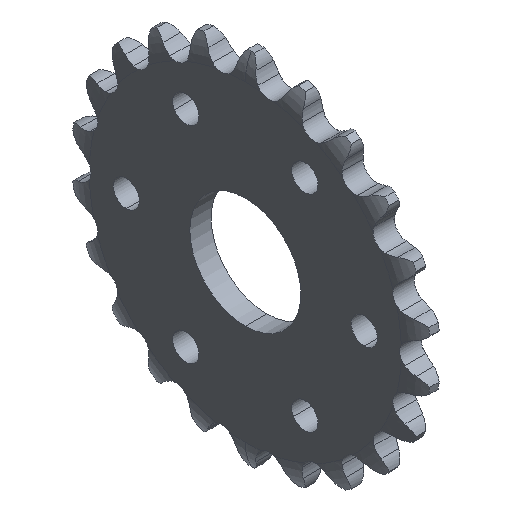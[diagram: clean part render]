
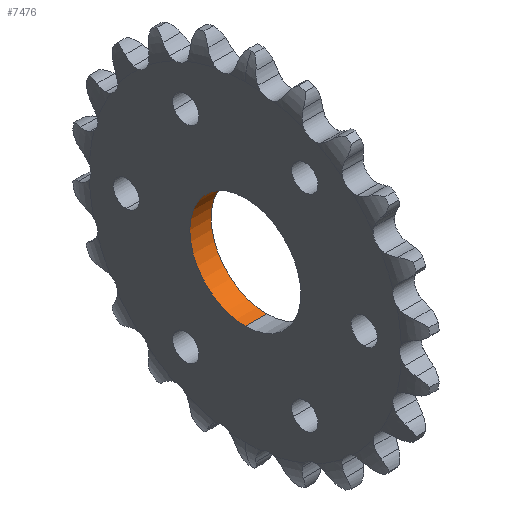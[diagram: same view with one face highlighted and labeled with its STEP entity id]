
A CAD part, isometric view. The second image highlights one B-rep face of the part: STEP entity #7476.
In plain terms, the highlighted free-form (B-spline) face has degree [1, 2] with [2, 9] control points.
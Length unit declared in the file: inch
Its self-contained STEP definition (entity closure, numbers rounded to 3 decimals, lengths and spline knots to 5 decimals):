
#76=CARTESIAN_POINT('',(0.08419,0.,0.43725));
#77=VERTEX_POINT('',#76);
#78=CARTESIAN_POINT('',(-0.08419,0.,0.43725));
#79=VERTEX_POINT('',#78);
#80=CARTESIAN_POINT('',(0.08419,0.,0.43725));
#81=DIRECTION('',(-1.0,0.0,0.0));
#82=VECTOR('',#81,0.16838);
#83=LINE('',#80,#82);
#84=EDGE_CURVE('',#77,#79,#83,.T.);
#86=CARTESIAN_POINT('',(0.08419,0.,-0.43725));
#87=VERTEX_POINT('',#86);
#95=CARTESIAN_POINT('',(-0.08419,0.,-0.43725));
#96=VERTEX_POINT('',#95);
#97=CARTESIAN_POINT('',(-0.08419,0.,-0.43725));
#98=DIRECTION('',(1.0,0.0,0.0));
#99=VECTOR('',#98,0.16838);
#100=LINE('',#97,#99);
#101=EDGE_CURVE('',#96,#87,#100,.T.);
#1685=CARTESIAN_POINT('',(-0.08419,0.0,0.0));
#1686=DIRECTION('',(1.0,0.0,0.0));
#1687=DIRECTION('',(0.0,0.0,1.0));
#1688=AXIS2_PLACEMENT_3D('',#1685,#1686,#1687);
#1689=CIRCLE('',#1688,0.43725);
#1690=EDGE_CURVE('',#96,#79,#1689,.T.);
#7438=CARTESIAN_POINT('',(-0.08419,0.,-0.43725));
#7439=CARTESIAN_POINT('',(0.08419,0.,-0.43725));
#7440=CARTESIAN_POINT('',(-0.08419,-0.43725,-0.43725));
#7441=CARTESIAN_POINT('',(0.08419,-0.43725,-0.43725));
#7442=CARTESIAN_POINT('',(-0.08419,-0.43725,0.));
#7443=CARTESIAN_POINT('',(0.08419,-0.43725,0.));
#7444=CARTESIAN_POINT('',(-0.08419,-0.43725,0.43725));
#7445=CARTESIAN_POINT('',(0.08419,-0.43725,0.43725));
#7446=CARTESIAN_POINT('',(-0.08419,0.,0.43725));
#7447=CARTESIAN_POINT('',(0.08419,0.,0.43725));
#7448=CARTESIAN_POINT('',(-0.08419,0.43725,0.43725));
#7449=CARTESIAN_POINT('',(0.08419,0.43725,0.43725));
#7450=CARTESIAN_POINT('',(-0.08419,0.43725,0.));
#7451=CARTESIAN_POINT('',(0.08419,0.43725,0.));
#7452=CARTESIAN_POINT('',(-0.08419,0.43725,-0.43725));
#7453=CARTESIAN_POINT('',(0.08419,0.43725,-0.43725));
#7454=CARTESIAN_POINT('',(-0.08419,0.,-0.43725));
#7455=CARTESIAN_POINT('',(0.08419,0.,-0.43725));
#7463=(BOUNDED_SURFACE()B_SPLINE_SURFACE(1,2,((#7438,#7440,#7442,#7444,#7446,#7448,#7450,#7452,#7454),(#7439,#7441,#7443,#7445,#7447,#7449,#7451,#7453,#7455)),.UNSPECIFIED.,.F.,.T.,.U.)B_SPLINE_SURFACE_WITH_KNOTS((2,2),(3,2,2,2,3),(-9.1541,-8.76902),(0.0,0.68683,1.37366,2.06049,2.74732),.UNSPECIFIED.)GEOMETRIC_REPRESENTATION_ITEM()RATIONAL_B_SPLINE_SURFACE(((1.0,0.707,1.0,0.707,1.0,0.707,1.0,0.707,1.0),(1.0,0.707,1.0,0.707,1.0,0.707,1.0,0.707,1.0)))REPRESENTATION_ITEM('')SURFACE());
#7464=ORIENTED_EDGE('',*,*,#84,.T.);
#7465=ORIENTED_EDGE('',*,*,#1690,.F.);
#7466=ORIENTED_EDGE('',*,*,#101,.T.);
#7467=CARTESIAN_POINT('',(0.08419,0.,0.0));
#7468=DIRECTION('',(-1.0,0.0,0.0));
#7469=DIRECTION('',(0.0,0.0,1.0));
#7470=AXIS2_PLACEMENT_3D('',#7467,#7468,#7469);
#7471=CIRCLE('',#7470,0.43725);
#7472=EDGE_CURVE('',#77,#87,#7471,.T.);
#7473=ORIENTED_EDGE('',*,*,#7472,.F.);
#7474=EDGE_LOOP('',(#7464,#7465,#7466,#7473));
#7475=FACE_OUTER_BOUND('',#7474,.T.);
#7476=ADVANCED_FACE('',(#7475),#7463,.F.);
